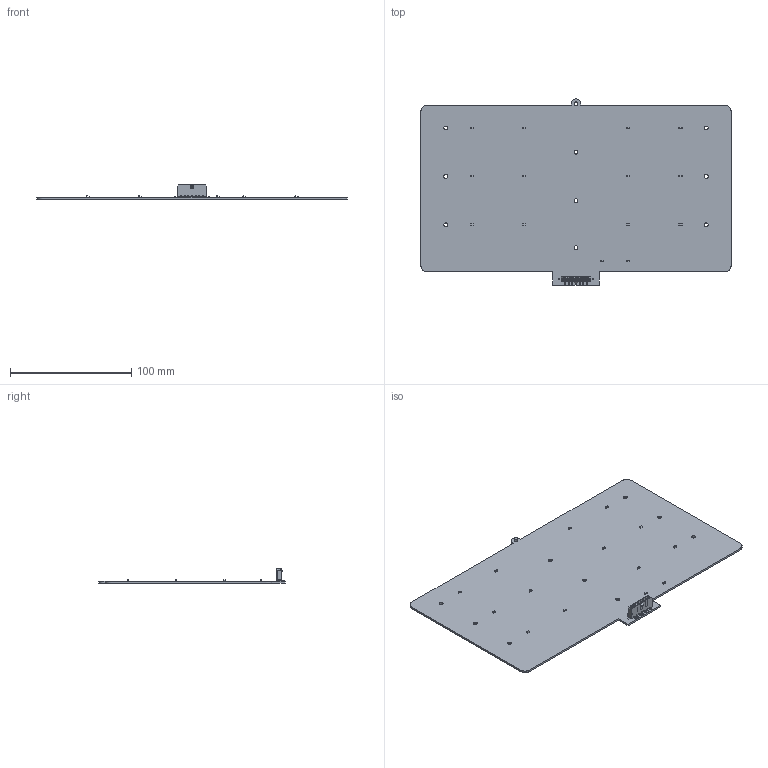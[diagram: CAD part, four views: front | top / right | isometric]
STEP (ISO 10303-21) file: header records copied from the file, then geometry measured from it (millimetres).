
FILE_DESCRIPTION(('KiCad electronic assembly'),'2;1');
FILE_NAME('federkontaktplatine.step','2025-05-28T16:26:24',('Pcbnew'),( 'Kicad'),'Open CASCADE STEP processor 7.6','KiCad to STEP converter' ,'Unknown');
FILE_SCHEMA(('AUTOMOTIVE_DESIGN { 1 0 10303 214 1 1 1 1 }'));
Length unit declared in the file: millimetre
Products named in the file (6): federkontaktplatine 1; spring contact; SOLID; 43650-0725--3DModel-STEP-510211; COMPOUND; PCB
Assembly tree (18 placements, depth 3):
  federkontaktplatine 1
    spring contact  x14
      SOLID
    43650-0725--3DModel-STEP-510211
      COMPOUND
    PCB
Bounding box: 256 x 153.74 x 11.98 mm (x, y, z)
Volume: 56792.1 mm3; surface area: 74183.7 mm2
Topology: 34 solids, 34 shells, 565 faces, 1425 edges, 938 vertices
Faces by surface type: plane 462, cylinder 103
Full cylindrical faces by diameter (mm): 3.2 x10
Entity records: 25874 total; most frequent: CARTESIAN_POINT 4415, DIRECTION 4029, LINE 2901, VECTOR 2901, ORIENTED_EDGE 2070, PCURVE 2070, DEFINITIONAL_REPRESENTATION 2070, EDGE_CURVE 1035
